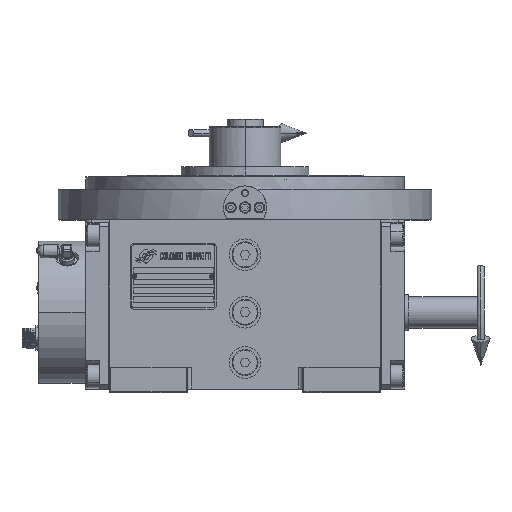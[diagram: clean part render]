
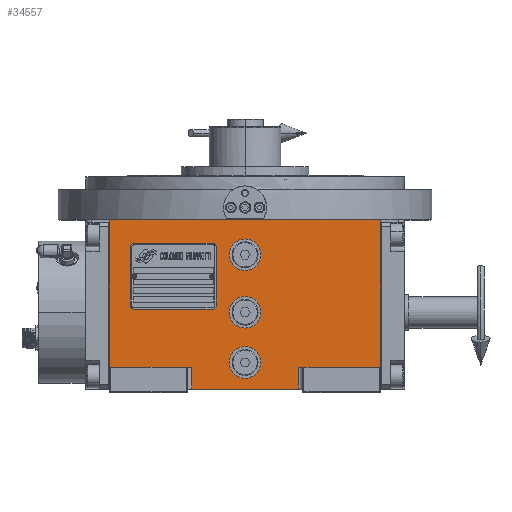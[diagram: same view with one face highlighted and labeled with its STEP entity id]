
A CAD part, top view. The second image highlights one B-rep face of the part: STEP entity #34557.
In plain terms, the highlighted planar face has unit normal (0, 0, 1).
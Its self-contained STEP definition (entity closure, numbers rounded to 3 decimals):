
#3410 = VERTEX_POINT ( 'NONE', #83988 ) ;
#4640 = CARTESIAN_POINT ( 'NONE',  ( 94.5, -38.5, 163.5 ) ) ;
#6716 = CARTESIAN_POINT ( 'NONE',  ( 11., 40., 163.5 ) ) ;
#8571 = EDGE_CURVE ( 'NONE', #87447, #124903, #96859, .T. ) ;
#8686 = DIRECTION ( 'NONE',  ( 0., 1., 0. ) ) ;
#8744 = VECTOR ( 'NONE', #139940, 1000. ) ;
#10775 = CARTESIAN_POINT ( 'NONE',  ( -94.5, -53.5, 163.5 ) ) ;
#11514 = FACE_BOUND ( 'NONE', #42750, .T. ) ;
#12418 = ORIENTED_EDGE ( 'NONE', *, *, #44326, .F. ) ;
#12729 = ORIENTED_EDGE ( 'NONE', *, *, #149744, .F. ) ;
#13565 = ORIENTED_EDGE ( 'NONE', *, *, #40971, .T. ) ;
#13875 = LINE ( 'NONE', #139037, #131054 ) ;
#15912 = CARTESIAN_POINT ( 'NONE',  ( 0., -35., 163.5 ) ) ;
#17348 = LINE ( 'NONE', #39318, #126658 ) ;
#18501 = CIRCLE ( 'NONE', #103297, 11. ) ;
#21662 = CARTESIAN_POINT ( 'NONE',  ( -11., 40., 163.5 ) ) ;
#23682 = CARTESIAN_POINT ( 'NONE',  ( -37., -38.5, 163.5 ) ) ;
#27143 = AXIS2_PLACEMENT_3D ( 'NONE', #15912, #28032, #50037 ) ;
#28032 = DIRECTION ( 'NONE',  ( 0., 0., 1. ) ) ;
#29391 = CARTESIAN_POINT ( 'NONE',  ( 0., 40., 163.5 ) ) ;
#30271 = CARTESIAN_POINT ( 'NONE',  ( -37., -53.5, 163.5 ) ) ;
#33726 = CARTESIAN_POINT ( 'NONE',  ( 37., -38.5, 163.5 ) ) ;
#33809 = ORIENTED_EDGE ( 'NONE', *, *, #57000, .F. ) ;
#34557 = ADVANCED_FACE ( 'NONE', ( #47143, #104075, #11514, #127543 ), #101830, .T. ) ;
#35230 = EDGE_CURVE ( 'NONE', #111020, #3410, #17348, .T. ) ;
#35295 = CARTESIAN_POINT ( 'NONE',  ( 0., 0., 163.5 ) ) ;
#36756 = CIRCLE ( 'NONE', #27143, 11. ) ;
#39318 = CARTESIAN_POINT ( 'NONE',  ( 37., -38.5, 163.5 ) ) ;
#39530 = VERTEX_POINT ( 'NONE', #23682 ) ;
#40310 = DIRECTION ( 'NONE',  ( 1., 0., 0. ) ) ;
#40971 = EDGE_CURVE ( 'NONE', #111020, #106232, #47403, .T. ) ;
#42750 = EDGE_LOOP ( 'NONE', ( #46667, #12418 ) ) ;
#43833 = CARTESIAN_POINT ( 'NONE',  ( -37., -53.5, 163.5 ) ) ;
#44326 = EDGE_CURVE ( 'NONE', #56212, #54665, #60075, .T. ) ;
#44849 = DIRECTION ( 'NONE',  ( 0., 0., 1. ) ) ;
#45160 = DIRECTION ( 'NONE',  ( 0., 0., 1. ) ) ;
#46306 = ORIENTED_EDGE ( 'NONE', *, *, #78981, .F. ) ;
#46667 = ORIENTED_EDGE ( 'NONE', *, *, #64984, .F. ) ;
#47143 = FACE_BOUND ( 'NONE', #92332, .T. ) ;
#47403 = LINE ( 'NONE', #93655, #8744 ) ;
#48452 = AXIS2_PLACEMENT_3D ( 'NONE', #81478, #58717, #127755 ) ;
#48952 = AXIS2_PLACEMENT_3D ( 'NONE', #10775, #93392, #69131 ) ;
#50037 = DIRECTION ( 'NONE',  ( -1., 0., 0. ) ) ;
#53864 = CARTESIAN_POINT ( 'NONE',  ( 11., -35., 163.5 ) ) ;
#54665 = VERTEX_POINT ( 'NONE', #6716 ) ;
#55420 = VERTEX_POINT ( 'NONE', #100213 ) ;
#56212 = VERTEX_POINT ( 'NONE', #21662 ) ;
#56224 = CARTESIAN_POINT ( 'NONE',  ( 0., 0., 163.5 ) ) ;
#56847 = LINE ( 'NONE', #71991, #108735 ) ;
#57000 = EDGE_CURVE ( 'NONE', #119136, #86159, #135119, .T. ) ;
#58717 = DIRECTION ( 'NONE',  ( 0., 0., 1. ) ) ;
#60075 = CIRCLE ( 'NONE', #144865, 11. ) ;
#63644 = VECTOR ( 'NONE', #103761, 1000. ) ;
#64061 = CARTESIAN_POINT ( 'NONE',  ( -94.5, -38.5, 163.5 ) ) ;
#64984 = EDGE_CURVE ( 'NONE', #54665, #56212, #18501, .T. ) ;
#67706 = AXIS2_PLACEMENT_3D ( 'NONE', #35295, #45160, #68676 ) ;
#68314 = VECTOR ( 'NONE', #99431, 1000. ) ;
#68676 = DIRECTION ( 'NONE',  ( 1., 0., 0. ) ) ;
#69131 = DIRECTION ( 'NONE',  ( 1., 0., 0. ) ) ;
#71991 = CARTESIAN_POINT ( 'NONE',  ( -94.5, -38.5, 163.5 ) ) ;
#76222 = VECTOR ( 'NONE', #40310, 1000. ) ;
#76295 = VERTEX_POINT ( 'NONE', #30271 ) ;
#76605 = EDGE_LOOP ( 'NONE', ( #109264, #125491 ) ) ;
#77486 = CIRCLE ( 'NONE', #67706, 11. ) ;
#78278 = DIRECTION ( 'NONE',  ( -1., 0., 0. ) ) ;
#78907 = AXIS2_PLACEMENT_3D ( 'NONE', #56224, #44849, #78278 ) ;
#78981 = EDGE_CURVE ( 'NONE', #130443, #119136, #56847, .T. ) ;
#81478 = CARTESIAN_POINT ( 'NONE',  ( 0., -35., 163.5 ) ) ;
#83041 = ORIENTED_EDGE ( 'NONE', *, *, #97051, .F. ) ;
#83988 = CARTESIAN_POINT ( 'NONE',  ( 37., -53.5, 163.5 ) ) ;
#84508 = DIRECTION ( 'NONE',  ( 0., 0., 1. ) ) ;
#86159 = VERTEX_POINT ( 'NONE', #115612 ) ;
#87447 = VERTEX_POINT ( 'NONE', #53864 ) ;
#88537 = DIRECTION ( 'NONE',  ( -1., 0., 0. ) ) ;
#89828 = LINE ( 'NONE', #146735, #120438 ) ;
#92332 = EDGE_LOOP ( 'NONE', ( #83041, #93861 ) ) ;
#93392 = DIRECTION ( 'NONE',  ( 0., 0., 1. ) ) ;
#93655 = CARTESIAN_POINT ( 'NONE',  ( 37., -38.5, 163.5 ) ) ;
#93861 = ORIENTED_EDGE ( 'NONE', *, *, #139491, .F. ) ;
#96859 = CIRCLE ( 'NONE', #48452, 11. ) ;
#97051 = EDGE_CURVE ( 'NONE', #55420, #98676, #77486, .T. ) ;
#98676 = VERTEX_POINT ( 'NONE', #108325 ) ;
#99431 = DIRECTION ( 'NONE',  ( 0., 1., 0. ) ) ;
#100213 = CARTESIAN_POINT ( 'NONE',  ( 11., 0., 163.5 ) ) ;
#101350 = EDGE_CURVE ( 'NONE', #124903, #87447, #36756, .T. ) ;
#101830 = PLANE ( 'NONE',  #48952 ) ;
#103297 = AXIS2_PLACEMENT_3D ( 'NONE', #139925, #84508, #105075 ) ;
#103761 = DIRECTION ( 'NONE',  ( 1., 0., 0. ) ) ;
#104075 = FACE_BOUND ( 'NONE', #76605, .T. ) ;
#104948 = DIRECTION ( 'NONE',  ( 1., 0., 0. ) ) ;
#105075 = DIRECTION ( 'NONE',  ( 1., 0., 0. ) ) ;
#106232 = VERTEX_POINT ( 'NONE', #4640 ) ;
#108325 = CARTESIAN_POINT ( 'NONE',  ( -11., 0., 163.5 ) ) ;
#108735 = VECTOR ( 'NONE', #138769, 1000. ) ;
#109104 = DIRECTION ( 'NONE',  ( 0., 0., 1. ) ) ;
#109145 = DIRECTION ( 'NONE',  ( 0., -1., 0. ) ) ;
#109264 = ORIENTED_EDGE ( 'NONE', *, *, #8571, .F. ) ;
#110829 = LINE ( 'NONE', #132814, #68314 ) ;
#111020 = VERTEX_POINT ( 'NONE', #33726 ) ;
#113648 = LINE ( 'NONE', #43833, #63644 ) ;
#115612 = CARTESIAN_POINT ( 'NONE',  ( 94.5, 64.5, 163.5 ) ) ;
#119136 = VERTEX_POINT ( 'NONE', #144798 ) ;
#120438 = VECTOR ( 'NONE', #8686, 1000. ) ;
#124903 = VERTEX_POINT ( 'NONE', #145182 ) ;
#125201 = EDGE_CURVE ( 'NONE', #130443, #39530, #13875, .T. ) ;
#125335 = ORIENTED_EDGE ( 'NONE', *, *, #35230, .F. ) ;
#125491 = ORIENTED_EDGE ( 'NONE', *, *, #101350, .F. ) ;
#126658 = VECTOR ( 'NONE', #109145, 1000. ) ;
#127430 = EDGE_LOOP ( 'NONE', ( #131388, #125335, #13565, #133802, #33809, #46306, #131920, #12729 ) ) ;
#127543 = FACE_OUTER_BOUND ( 'NONE', #127430, .T. ) ;
#127755 = DIRECTION ( 'NONE',  ( 1., 0., 0. ) ) ;
#129561 = EDGE_CURVE ( 'NONE', #76295, #3410, #113648, .T. ) ;
#130443 = VERTEX_POINT ( 'NONE', #64061 ) ;
#131054 = VECTOR ( 'NONE', #104948, 1000. ) ;
#131388 = ORIENTED_EDGE ( 'NONE', *, *, #129561, .T. ) ;
#131920 = ORIENTED_EDGE ( 'NONE', *, *, #125201, .T. ) ;
#132814 = CARTESIAN_POINT ( 'NONE',  ( 94.5, -38.5, 163.5 ) ) ;
#133512 = EDGE_CURVE ( 'NONE', #106232, #86159, #110829, .T. ) ;
#133802 = ORIENTED_EDGE ( 'NONE', *, *, #133512, .T. ) ;
#134599 = CIRCLE ( 'NONE', #78907, 11. ) ;
#135119 = LINE ( 'NONE', #144253, #76222 ) ;
#138769 = DIRECTION ( 'NONE',  ( 0., 1., 0. ) ) ;
#139037 = CARTESIAN_POINT ( 'NONE',  ( -94.5, -38.5, 163.5 ) ) ;
#139491 = EDGE_CURVE ( 'NONE', #98676, #55420, #134599, .T. ) ;
#139925 = CARTESIAN_POINT ( 'NONE',  ( 0., 40., 163.5 ) ) ;
#139940 = DIRECTION ( 'NONE',  ( 1., 0., 0. ) ) ;
#144253 = CARTESIAN_POINT ( 'NONE',  ( -94.5, 64.5, 163.5 ) ) ;
#144798 = CARTESIAN_POINT ( 'NONE',  ( -94.5, 64.5, 163.5 ) ) ;
#144865 = AXIS2_PLACEMENT_3D ( 'NONE', #29391, #109104, #88537 ) ;
#145182 = CARTESIAN_POINT ( 'NONE',  ( -11., -35., 163.5 ) ) ;
#146735 = CARTESIAN_POINT ( 'NONE',  ( -37., -53.5, 163.5 ) ) ;
#149744 = EDGE_CURVE ( 'NONE', #76295, #39530, #89828, .T. ) ;
